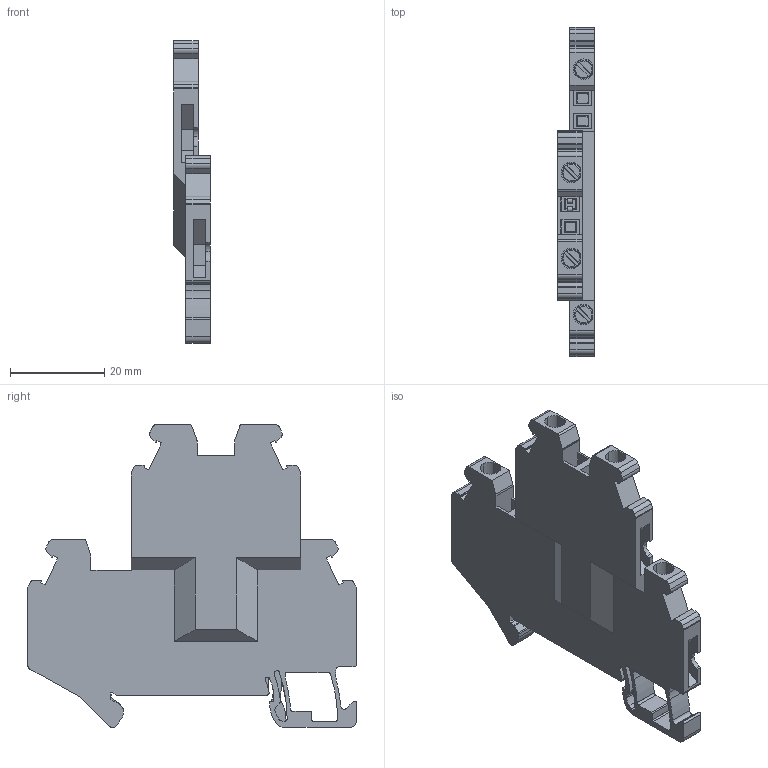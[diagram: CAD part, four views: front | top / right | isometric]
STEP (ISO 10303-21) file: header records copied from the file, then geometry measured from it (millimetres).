
FILE_DESCRIPTION(('STEP AP214'),'1');
FILE_NAME(' ',' ',('TraceParts'),('TraceParts S.A.'),'XStep 1.0',' ',' ');
FILE_SCHEMA(('automotive_design'));
Length unit declared in the file: millimetre
Products named in the file (1): NSYTRV24DPEN
Bounding box: 7.72 x 69.9 x 64.35 mm (x, y, z)
Volume: 14010.2 mm3; surface area: 9589.6 mm2
Topology: 1 solids, 1 shells, 460 faces, 1330 edges, 880 vertices
Faces by surface type: plane 254, cylinder 162, torus 36, cone 8
Entity records: 15586 total; most frequent: CARTESIAN_POINT 3245, ORIENTED_EDGE 2660, DIRECTION 2553, EDGE_CURVE 1330, VERTEX_POINT 880, AXIS2_PLACEMENT_3D 864, LINE 825, VECTOR 825
